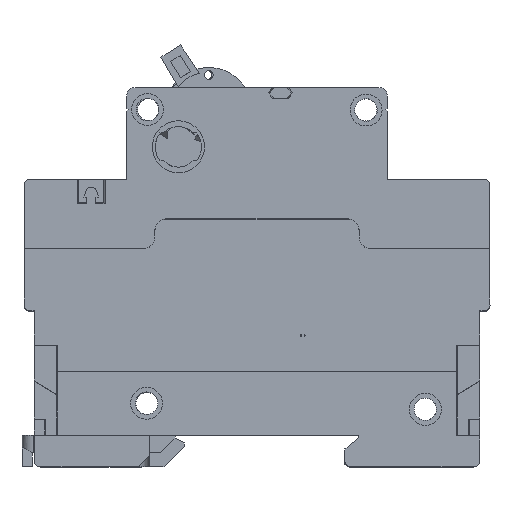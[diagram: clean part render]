
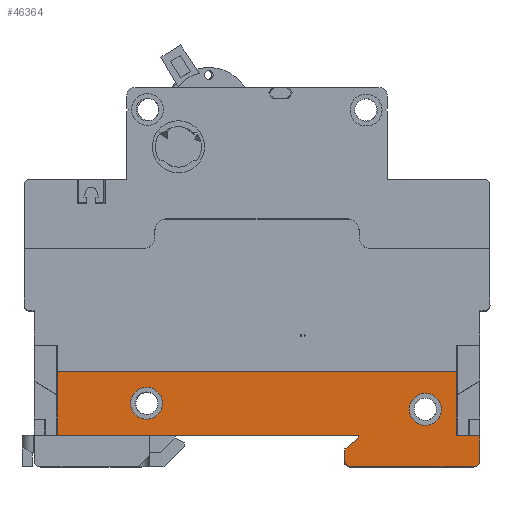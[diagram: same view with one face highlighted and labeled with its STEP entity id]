
A CAD part, top view. The second image highlights one B-rep face of the part: STEP entity #46364.
In plain terms, the highlighted planar face has unit normal (0, 0, 1).
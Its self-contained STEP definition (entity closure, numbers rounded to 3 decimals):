
#1308 = VECTOR ( 'NONE', #16380, 1000. ) ;
#1312 = VECTOR ( 'NONE', #16388, 1000. ) ;
#1322 = VECTOR ( 'NONE', #16406, 1000. ) ;
#1404 = CIRCLE ( 'NONE', #1426, 1. ) ;
#1419 = VECTOR ( 'NONE', #16581, 1000. ) ;
#1426 = AXIS2_PLACEMENT_3D ( 'NONE', #16591, #16592, #16593 ) ;
#1434 = VECTOR ( 'NONE', #16608, 1000. ) ;
#2535 = EDGE_CURVE ( 'NONE', #35653, #35652, #3486, .T. ) ;
#3486 = CIRCLE ( 'NONE', #3488, 2.75 ) ;
#3488 = AXIS2_PLACEMENT_3D ( 'NONE', #45482, #45483, #45484 ) ;
#6560 = EDGE_CURVE ( 'NONE', #16049, #16050, #21584, .T. ) ;
#6564 = EDGE_CURVE ( 'NONE', #16053, #16054, #21588, .T. ) ;
#6573 = EDGE_CURVE ( 'NONE', #16053, #16062, #21597, .T. ) ;
#6652 = EDGE_CURVE ( 'NONE', #16049, #16119, #21659, .T. ) ;
#6657 = EDGE_CURVE ( 'NONE', #16122, #16050, #1404, .T. ) ;
#6664 = EDGE_CURVE ( 'NONE', #31580, #16062, #21668, .T. ) ;
#6730 = EDGE_CURVE ( 'NONE', #16054, #16164, #21728, .T. ) ;
#6749 = EDGE_CURVE ( 'NONE', #35652, #35653, #47119, .T. ) ;
#6750 = EDGE_CURVE ( 'NONE', #35645, #35630, #47130, .T. ) ;
#6751 = EDGE_CURVE ( 'NONE', #31582, #16119, #21747, .T. ) ;
#6752 = EDGE_CURVE ( 'NONE', #16122, #16177, #21748, .T. ) ;
#6753 = EDGE_CURVE ( 'NONE', #16177, #16178, #47132, .T. ) ;
#6754 = EDGE_CURVE ( 'NONE', #16178, #16164, #21749, .T. ) ;
#7026 = EDGE_CURVE ( 'NONE', #35630, #35645, #25626, .T. ) ;
#7746 = AXIS2_PLACEMENT_3D ( 'NONE', #29947, #29948, #29949 ) ;
#16049 = VERTEX_POINT ( 'NONE', #41666 ) ;
#16050 = VERTEX_POINT ( 'NONE', #41667 ) ;
#16053 = VERTEX_POINT ( 'NONE', #41670 ) ;
#16054 = VERTEX_POINT ( 'NONE', #41671 ) ;
#16062 = VERTEX_POINT ( 'NONE', #41679 ) ;
#16119 = VERTEX_POINT ( 'NONE', #41736 ) ;
#16122 = VERTEX_POINT ( 'NONE', #41739 ) ;
#16164 = VERTEX_POINT ( 'NONE', #41781 ) ;
#16177 = VERTEX_POINT ( 'NONE', #41794 ) ;
#16178 = VERTEX_POINT ( 'NONE', #41795 ) ;
#16379 = CARTESIAN_POINT ( 'NONE',  ( 80.975, -13.375, 26.67 ) ) ;
#16380 = DIRECTION ( 'NONE',  ( 0., -1., 0. ) ) ;
#16387 = CARTESIAN_POINT ( 'NONE',  ( 100.265, -13.375, 26.67 ) ) ;
#16388 = DIRECTION ( 'NONE',  ( 0., -1., 0. ) ) ;
#16405 = CARTESIAN_POINT ( 'NONE',  ( 39.865, -6.442, 26.67 ) ) ;
#16406 = DIRECTION ( 'NONE',  ( -1., 0., 0. ) ) ;
#16580 = CARTESIAN_POINT ( 'NONE',  ( 59.251, -37.348, 26.67 ) ) ;
#16581 = DIRECTION ( 'NONE',  ( 0.778, 0.629, 0. ) ) ;
#16591 = CARTESIAN_POINT ( 'NONE',  ( 81.975, -21.835, 26.67 ) ) ;
#16592 = DIRECTION ( 'NONE',  ( 0., 0., -1. ) ) ;
#16593 = DIRECTION ( 'NONE',  ( 0., 1., 0. ) ) ;
#16607 = CARTESIAN_POINT ( 'NONE',  ( 31.365, -13.375, 26.67 ) ) ;
#16608 = DIRECTION ( 'NONE',  ( 0., 1., 0. ) ) ;
#16753 = CARTESIAN_POINT ( 'NONE',  ( 39.865, -17.525, 26.67 ) ) ;
#16754 = DIRECTION ( 'NONE',  ( 1., 0., 0. ) ) ;
#16791 = CARTESIAN_POINT ( 'NONE',  ( 46.771, -11.901, 26.67 ) ) ;
#16792 = DIRECTION ( 'NONE',  ( 0., 0., 1. ) ) ;
#16793 = DIRECTION ( 'NONE',  ( 0., -1., 0. ) ) ;
#16794 = CARTESIAN_POINT ( 'NONE',  ( 94.857, -12.945, 26.67 ) ) ;
#16795 = DIRECTION ( 'NONE',  ( 0., 0., 1. ) ) ;
#16796 = DIRECTION ( 'NONE',  ( 0., -1., 0. ) ) ;
#16797 = CARTESIAN_POINT ( 'NONE',  ( 83.375, -19.625, 26.67 ) ) ;
#16798 = DIRECTION ( 'NONE',  ( 0., -1., 0. ) ) ;
#16799 = CARTESIAN_POINT ( 'NONE',  ( 39.865, -22.835, 26.67 ) ) ;
#16800 = DIRECTION ( 'NONE',  ( 1., 0., 0. ) ) ;
#16801 = CARTESIAN_POINT ( 'NONE',  ( 103.275, -21.835, 26.67 ) ) ;
#17781 = EDGE_CURVE ( 'NONE', #31580, #31582, #30768, .T. ) ;
#17881 = CARTESIAN_POINT ( 'NONE',  ( 31.365, -17.415, 26.67 ) ) ;
#17884 = CARTESIAN_POINT ( 'NONE',  ( 83.375, -17.415, 26.67 ) ) ;
#20916 = FACE_BOUND ( 'NONE', #35474, .T. ) ;
#20917 = FACE_BOUND ( 'NONE', #35475, .T. ) ;
#20918 = FACE_OUTER_BOUND ( 'NONE', #35476, .T. ) ;
#21584 = LINE ( 'NONE', #16379, #1308 ) ;
#21588 = LINE ( 'NONE', #16387, #1312 ) ;
#21597 = LINE ( 'NONE', #16405, #1322 ) ;
#21659 = LINE ( 'NONE', #16580, #1419 ) ;
#21668 = LINE ( 'NONE', #16607, #1434 ) ;
#21728 = LINE ( 'NONE', #16753, #47109 ) ;
#21747 = LINE ( 'NONE', #16797, #47133 ) ;
#21748 = LINE ( 'NONE', #16799, #47135 ) ;
#21749 = LINE ( 'NONE', #32771, #47137 ) ;
#25626 = CIRCLE ( 'NONE', #25650, 2.75 ) ;
#25650 = AXIS2_PLACEMENT_3D ( 'NONE', #33483, #33484, #33485 ) ;
#28971 = CARTESIAN_POINT ( 'NONE',  ( 94.857, -10.195, 26.67 ) ) ;
#28991 = CARTESIAN_POINT ( 'NONE',  ( 94.857, -15.695, 26.67 ) ) ;
#29000 = CARTESIAN_POINT ( 'NONE',  ( 46.771, -14.651, 26.67 ) ) ;
#29001 = CARTESIAN_POINT ( 'NONE',  ( 46.771, -9.151, 26.67 ) ) ;
#29946 = PLANE ( 'NONE',  #7746 ) ;
#29947 = CARTESIAN_POINT ( 'NONE',  ( 39.865, -73.425, 26.67 ) ) ;
#29948 = DIRECTION ( 'NONE',  ( 0., 0., -1. ) ) ;
#29949 = DIRECTION ( 'NONE',  ( -1., 0., 0. ) ) ;
#30768 = LINE ( 'NONE', #42265, #42583 ) ;
#31580 = VERTEX_POINT ( 'NONE', #17881 ) ;
#31582 = VERTEX_POINT ( 'NONE', #17884 ) ;
#32769 = DIRECTION ( 'NONE',  ( 0., 0., 1. ) ) ;
#32770 = DIRECTION ( 'NONE',  ( -1., 0., 0. ) ) ;
#32771 = CARTESIAN_POINT ( 'NONE',  ( 104.275, -21.835, 26.67 ) ) ;
#32772 = DIRECTION ( 'NONE',  ( 0., 1., 0. ) ) ;
#33483 = CARTESIAN_POINT ( 'NONE',  ( 94.857, -12.945, 26.67 ) ) ;
#33484 = DIRECTION ( 'NONE',  ( 0., 0., 1. ) ) ;
#33485 = DIRECTION ( 'NONE',  ( 0., -1., 0. ) ) ;
#35474 = EDGE_LOOP ( 'NONE', ( #43502, #43503 ) ) ;
#35475 = EDGE_LOOP ( 'NONE', ( #43505, #43504 ) ) ;
#35476 = EDGE_LOOP ( 'NONE', ( #43506, #43508, #43501, #43507, #43509, #43511, #43510, #43512, #43514, #43513, #43515, #43516 ) ) ;
#35630 = VERTEX_POINT ( 'NONE', #28971 ) ;
#35645 = VERTEX_POINT ( 'NONE', #28991 ) ;
#35652 = VERTEX_POINT ( 'NONE', #29000 ) ;
#35653 = VERTEX_POINT ( 'NONE', #29001 ) ;
#41666 = CARTESIAN_POINT ( 'NONE',  ( 80.975, -19.78, 26.67 ) ) ;
#41667 = CARTESIAN_POINT ( 'NONE',  ( 80.975, -21.835, 26.67 ) ) ;
#41670 = CARTESIAN_POINT ( 'NONE',  ( 100.265, -6.442, 26.67 ) ) ;
#41671 = CARTESIAN_POINT ( 'NONE',  ( 100.265, -17.525, 26.67 ) ) ;
#41679 = CARTESIAN_POINT ( 'NONE',  ( 31.365, -6.442, 26.67 ) ) ;
#41736 = CARTESIAN_POINT ( 'NONE',  ( 83.375, -17.84, 26.67 ) ) ;
#41739 = CARTESIAN_POINT ( 'NONE',  ( 81.975, -22.835, 26.67 ) ) ;
#41781 = CARTESIAN_POINT ( 'NONE',  ( 104.275, -17.525, 26.67 ) ) ;
#41794 = CARTESIAN_POINT ( 'NONE',  ( 103.275, -22.835, 26.67 ) ) ;
#41795 = CARTESIAN_POINT ( 'NONE',  ( 104.275, -21.835, 26.67 ) ) ;
#42265 = CARTESIAN_POINT ( 'NONE',  ( 82.175, -17.415, 26.67 ) ) ;
#42266 = DIRECTION ( 'NONE',  ( 1., 0., 0. ) ) ;
#42583 = VECTOR ( 'NONE', #42266, 1000. ) ;
#43501 = ORIENTED_EDGE ( 'NONE', *, *, #6560, .T. ) ;
#43502 = ORIENTED_EDGE ( 'NONE', *, *, #2535, .F. ) ;
#43503 = ORIENTED_EDGE ( 'NONE', *, *, #6749, .F. ) ;
#43504 = ORIENTED_EDGE ( 'NONE', *, *, #6750, .F. ) ;
#43505 = ORIENTED_EDGE ( 'NONE', *, *, #7026, .F. ) ;
#43506 = ORIENTED_EDGE ( 'NONE', *, *, #6751, .T. ) ;
#43507 = ORIENTED_EDGE ( 'NONE', *, *, #6657, .F. ) ;
#43508 = ORIENTED_EDGE ( 'NONE', *, *, #6652, .F. ) ;
#43509 = ORIENTED_EDGE ( 'NONE', *, *, #6752, .T. ) ;
#43510 = ORIENTED_EDGE ( 'NONE', *, *, #6754, .T. ) ;
#43511 = ORIENTED_EDGE ( 'NONE', *, *, #6753, .T. ) ;
#43512 = ORIENTED_EDGE ( 'NONE', *, *, #6730, .F. ) ;
#43513 = ORIENTED_EDGE ( 'NONE', *, *, #6573, .T. ) ;
#43514 = ORIENTED_EDGE ( 'NONE', *, *, #6564, .F. ) ;
#43515 = ORIENTED_EDGE ( 'NONE', *, *, #6664, .F. ) ;
#43516 = ORIENTED_EDGE ( 'NONE', *, *, #17781, .T. ) ;
#45482 = CARTESIAN_POINT ( 'NONE',  ( 46.771, -11.901, 26.67 ) ) ;
#45483 = DIRECTION ( 'NONE',  ( 0., 0., 1. ) ) ;
#45484 = DIRECTION ( 'NONE',  ( 0., -1., 0. ) ) ;
#46364 = ADVANCED_FACE ( 'NONE', ( #20916, #20917, #20918 ), #29946, .F. ) ;
#47109 = VECTOR ( 'NONE', #16754, 1000. ) ;
#47119 = CIRCLE ( 'NONE', #47129, 2.75 ) ;
#47129 = AXIS2_PLACEMENT_3D ( 'NONE', #16791, #16792, #16793 ) ;
#47130 = CIRCLE ( 'NONE', #47131, 2.75 ) ;
#47131 = AXIS2_PLACEMENT_3D ( 'NONE', #16794, #16795, #16796 ) ;
#47132 = CIRCLE ( 'NONE', #47136, 1. ) ;
#47133 = VECTOR ( 'NONE', #16798, 1000. ) ;
#47135 = VECTOR ( 'NONE', #16800, 1000. ) ;
#47136 = AXIS2_PLACEMENT_3D ( 'NONE', #16801, #32769, #32770 ) ;
#47137 = VECTOR ( 'NONE', #32772, 1000. ) ;
